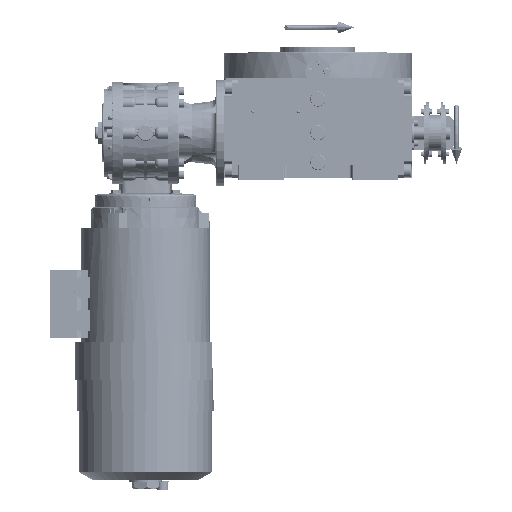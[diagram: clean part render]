
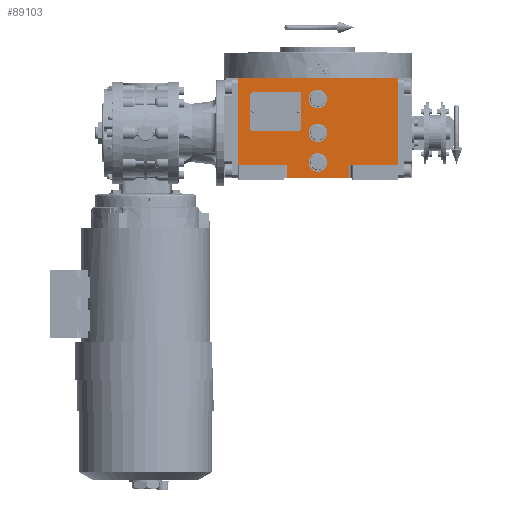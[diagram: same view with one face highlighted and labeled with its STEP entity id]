
A CAD part, top view. The second image highlights one B-rep face of the part: STEP entity #89103.
In plain terms, the highlighted planar face has unit normal (0, 0, 1).
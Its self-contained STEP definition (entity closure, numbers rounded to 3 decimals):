
#2328 = LINE ( 'NONE', #54883, #121606 ) ;
#3419 = DIRECTION ( 'NONE',  ( 1., 0., 0. ) ) ;
#4527 = AXIS2_PLACEMENT_3D ( 'NONE', #40568, #53918, #105670 ) ;
#6487 = ORIENTED_EDGE ( 'NONE', *, *, #48271, .F. ) ;
#8915 = VERTEX_POINT ( 'NONE', #46875 ) ;
#10022 = DIRECTION ( 'NONE',  ( 0., 0., 1. ) ) ;
#11164 = ORIENTED_EDGE ( 'NONE', *, *, #97969, .T. ) ;
#12005 = CARTESIAN_POINT ( 'NONE',  ( -94.5, -38.5, 163.5 ) ) ;
#12790 = LINE ( 'NONE', #151834, #147718 ) ;
#14550 = DIRECTION ( 'NONE',  ( 1., 0., 0. ) ) ;
#15429 = AXIS2_PLACEMENT_3D ( 'NONE', #116610, #19469, #33730 ) ;
#16293 = CARTESIAN_POINT ( 'NONE',  ( -37., -53.5, 163.5 ) ) ;
#16958 = CARTESIAN_POINT ( 'NONE',  ( -11., -35., 163.5 ) ) ;
#17239 = VERTEX_POINT ( 'NONE', #141226 ) ;
#17395 = VERTEX_POINT ( 'NONE', #157244 ) ;
#17893 = CARTESIAN_POINT ( 'NONE',  ( 0., -35., 163.5 ) ) ;
#19390 = DIRECTION ( 'NONE',  ( 0., 0., 1. ) ) ;
#19469 = DIRECTION ( 'NONE',  ( 0., 0., 1. ) ) ;
#24946 = DIRECTION ( 'NONE',  ( 0., 0., 1. ) ) ;
#28611 = CIRCLE ( 'NONE', #94081, 11. ) ;
#30007 = VECTOR ( 'NONE', #120757, 1000. ) ;
#30165 = DIRECTION ( 'NONE',  ( 1., 0., 0. ) ) ;
#31437 = CIRCLE ( 'NONE', #85457, 11. ) ;
#32540 = VERTEX_POINT ( 'NONE', #40173 ) ;
#33730 = DIRECTION ( 'NONE',  ( -1., 0., 0. ) ) ;
#37984 = EDGE_CURVE ( 'NONE', #17239, #32540, #135927, .T. ) ;
#38501 = CIRCLE ( 'NONE', #126859, 11. ) ;
#38929 = CARTESIAN_POINT ( 'NONE',  ( 94.5, -38.5, 163.5 ) ) ;
#39320 = ORIENTED_EDGE ( 'NONE', *, *, #61760, .F. ) ;
#40173 = CARTESIAN_POINT ( 'NONE',  ( -11., 40., 163.5 ) ) ;
#40568 = CARTESIAN_POINT ( 'NONE',  ( -94.5, -53.5, 163.5 ) ) ;
#41084 = ORIENTED_EDGE ( 'NONE', *, *, #37984, .F. ) ;
#46211 = EDGE_LOOP ( 'NONE', ( #170279, #74666 ) ) ;
#46875 = CARTESIAN_POINT ( 'NONE',  ( 37., -38.5, 163.5 ) ) ;
#48271 = EDGE_CURVE ( 'NONE', #32540, #17239, #38501, .T. ) ;
#53918 = DIRECTION ( 'NONE',  ( 0., 0., 1. ) ) ;
#54813 = CARTESIAN_POINT ( 'NONE',  ( -94.5, -38.5, 163.5 ) ) ;
#54883 = CARTESIAN_POINT ( 'NONE',  ( -37., -53.5, 163.5 ) ) ;
#56375 = EDGE_LOOP ( 'NONE', ( #132404, #126424, #11164, #74552, #127206, #151879, #164356, #39320 ) ) ;
#58128 = VERTEX_POINT ( 'NONE', #97449 ) ;
#58566 = LINE ( 'NONE', #109499, #91443 ) ;
#60050 = EDGE_CURVE ( 'NONE', #169639, #135609, #31437, .T. ) ;
#61407 = VECTOR ( 'NONE', #114248, 1000. ) ;
#61450 = DIRECTION ( 'NONE',  ( 1., 0., 0. ) ) ;
#61760 = EDGE_CURVE ( 'NONE', #116274, #167483, #2328, .T. ) ;
#63231 = VERTEX_POINT ( 'NONE', #54813 ) ;
#63745 = FACE_BOUND ( 'NONE', #46211, .T. ) ;
#64608 = PLANE ( 'NONE',  #4527 ) ;
#66740 = EDGE_CURVE ( 'NONE', #58128, #102278, #133469, .T. ) ;
#74552 = ORIENTED_EDGE ( 'NONE', *, *, #66740, .T. ) ;
#74666 = ORIENTED_EDGE ( 'NONE', *, *, #60050, .F. ) ;
#76371 = EDGE_CURVE ( 'NONE', #116274, #17395, #12790, .T. ) ;
#76804 = CARTESIAN_POINT ( 'NONE',  ( 0., 40., 163.5 ) ) ;
#77605 = ORIENTED_EDGE ( 'NONE', *, *, #170169, .F. ) ;
#81642 = DIRECTION ( 'NONE',  ( 0., 1., 0. ) ) ;
#82041 = VERTEX_POINT ( 'NONE', #169488 ) ;
#82569 = DIRECTION ( 'NONE',  ( 1., 0., 0. ) ) ;
#84779 = LINE ( 'NONE', #127635, #90985 ) ;
#85457 = AXIS2_PLACEMENT_3D ( 'NONE', #145331, #24946, #117703 ) ;
#85771 = CARTESIAN_POINT ( 'NONE',  ( -37., -38.5, 163.5 ) ) ;
#89103 = ADVANCED_FACE ( 'NONE', ( #63745, #176114, #119980, #93149 ), #64608, .T. ) ;
#90753 = EDGE_LOOP ( 'NONE', ( #148583, #77605 ) ) ;
#90985 = VECTOR ( 'NONE', #125890, 1000. ) ;
#91443 = VECTOR ( 'NONE', #30165, 1000. ) ;
#91495 = VECTOR ( 'NONE', #81642, 1000. ) ;
#93149 = FACE_OUTER_BOUND ( 'NONE', #56375, .T. ) ;
#93724 = DIRECTION ( 'NONE',  ( -1., 0., 0. ) ) ;
#94081 = AXIS2_PLACEMENT_3D ( 'NONE', #138898, #19390, #3419 ) ;
#96835 = CARTESIAN_POINT ( 'NONE',  ( 0., 40., 163.5 ) ) ;
#97449 = CARTESIAN_POINT ( 'NONE',  ( 94.5, -38.5, 163.5 ) ) ;
#97969 = EDGE_CURVE ( 'NONE', #8915, #58128, #58566, .T. ) ;
#102278 = VERTEX_POINT ( 'NONE', #118176 ) ;
#104334 = CARTESIAN_POINT ( 'NONE',  ( 11., -35., 163.5 ) ) ;
#105670 = DIRECTION ( 'NONE',  ( 1., 0., 0. ) ) ;
#105858 = EDGE_CURVE ( 'NONE', #135609, #169639, #28611, .T. ) ;
#106476 = LINE ( 'NONE', #12005, #30007 ) ;
#107319 = EDGE_CURVE ( 'NONE', #63231, #82041, #120072, .T. ) ;
#107398 = AXIS2_PLACEMENT_3D ( 'NONE', #96835, #137886, #82569 ) ;
#109499 = CARTESIAN_POINT ( 'NONE',  ( 37., -38.5, 163.5 ) ) ;
#110173 = DIRECTION ( 'NONE',  ( 0., 1., 0. ) ) ;
#111596 = LINE ( 'NONE', #124990, #61407 ) ;
#114248 = DIRECTION ( 'NONE',  ( 0., -1., 0. ) ) ;
#116274 = VERTEX_POINT ( 'NONE', #16293 ) ;
#116610 = CARTESIAN_POINT ( 'NONE',  ( 0., -35., 163.5 ) ) ;
#117703 = DIRECTION ( 'NONE',  ( -1., 0., 0. ) ) ;
#118176 = CARTESIAN_POINT ( 'NONE',  ( 94.5, 64.5, 163.5 ) ) ;
#119551 = VECTOR ( 'NONE', #146852, 1000. ) ;
#119980 = FACE_BOUND ( 'NONE', #170627, .T. ) ;
#120072 = LINE ( 'NONE', #136967, #91495 ) ;
#120747 = EDGE_CURVE ( 'NONE', #82041, #102278, #84779, .T. ) ;
#120757 = DIRECTION ( 'NONE',  ( 1., 0., 0. ) ) ;
#120783 = VERTEX_POINT ( 'NONE', #104334 ) ;
#121606 = VECTOR ( 'NONE', #110173, 1000. ) ;
#124059 = CARTESIAN_POINT ( 'NONE',  ( -11., 0., 163.5 ) ) ;
#124990 = CARTESIAN_POINT ( 'NONE',  ( 37., -38.5, 163.5 ) ) ;
#125890 = DIRECTION ( 'NONE',  ( 1., 0., 0. ) ) ;
#126424 = ORIENTED_EDGE ( 'NONE', *, *, #173944, .F. ) ;
#126859 = AXIS2_PLACEMENT_3D ( 'NONE', #76804, #10022, #93724 ) ;
#127206 = ORIENTED_EDGE ( 'NONE', *, *, #120747, .F. ) ;
#127635 = CARTESIAN_POINT ( 'NONE',  ( -94.5, 64.5, 163.5 ) ) ;
#132068 = AXIS2_PLACEMENT_3D ( 'NONE', #17893, #166749, #61450 ) ;
#132404 = ORIENTED_EDGE ( 'NONE', *, *, #76371, .T. ) ;
#133469 = LINE ( 'NONE', #38929, #119551 ) ;
#134881 = CIRCLE ( 'NONE', #132068, 11. ) ;
#135609 = VERTEX_POINT ( 'NONE', #153535 ) ;
#135927 = CIRCLE ( 'NONE', #107398, 11. ) ;
#136967 = CARTESIAN_POINT ( 'NONE',  ( -94.5, -38.5, 163.5 ) ) ;
#137886 = DIRECTION ( 'NONE',  ( 0., 0., 1. ) ) ;
#138247 = EDGE_CURVE ( 'NONE', #120783, #148543, #134881, .T. ) ;
#138898 = CARTESIAN_POINT ( 'NONE',  ( 0., 0., 163.5 ) ) ;
#141226 = CARTESIAN_POINT ( 'NONE',  ( 11., 40., 163.5 ) ) ;
#145331 = CARTESIAN_POINT ( 'NONE',  ( 0., 0., 163.5 ) ) ;
#146852 = DIRECTION ( 'NONE',  ( 0., 1., 0. ) ) ;
#147718 = VECTOR ( 'NONE', #14550, 1000. ) ;
#148543 = VERTEX_POINT ( 'NONE', #16958 ) ;
#148583 = ORIENTED_EDGE ( 'NONE', *, *, #138247, .F. ) ;
#151834 = CARTESIAN_POINT ( 'NONE',  ( -37., -53.5, 163.5 ) ) ;
#151879 = ORIENTED_EDGE ( 'NONE', *, *, #107319, .F. ) ;
#153535 = CARTESIAN_POINT ( 'NONE',  ( 11., 0., 163.5 ) ) ;
#157244 = CARTESIAN_POINT ( 'NONE',  ( 37., -53.5, 163.5 ) ) ;
#163414 = CIRCLE ( 'NONE', #15429, 11. ) ;
#164356 = ORIENTED_EDGE ( 'NONE', *, *, #175430, .T. ) ;
#166749 = DIRECTION ( 'NONE',  ( 0., 0., 1. ) ) ;
#167483 = VERTEX_POINT ( 'NONE', #85771 ) ;
#169488 = CARTESIAN_POINT ( 'NONE',  ( -94.5, 64.5, 163.5 ) ) ;
#169639 = VERTEX_POINT ( 'NONE', #124059 ) ;
#170169 = EDGE_CURVE ( 'NONE', #148543, #120783, #163414, .T. ) ;
#170279 = ORIENTED_EDGE ( 'NONE', *, *, #105858, .F. ) ;
#170627 = EDGE_LOOP ( 'NONE', ( #41084, #6487 ) ) ;
#173944 = EDGE_CURVE ( 'NONE', #8915, #17395, #111596, .T. ) ;
#175430 = EDGE_CURVE ( 'NONE', #63231, #167483, #106476, .T. ) ;
#176114 = FACE_BOUND ( 'NONE', #90753, .T. ) ;
